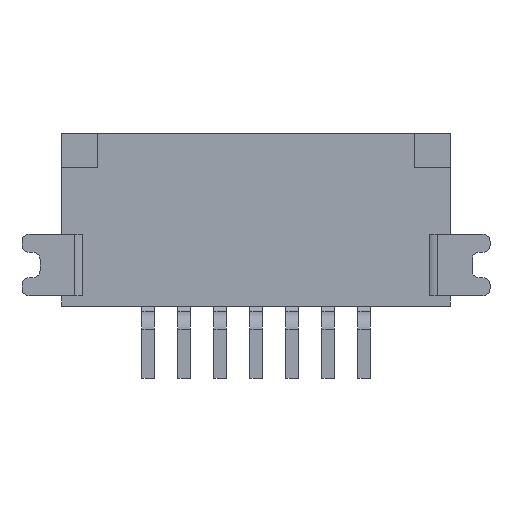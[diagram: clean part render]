
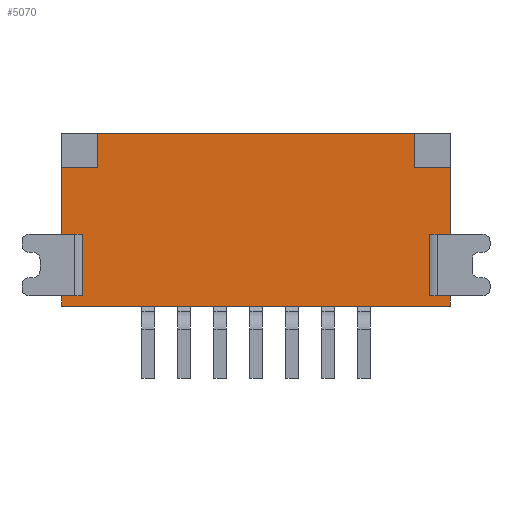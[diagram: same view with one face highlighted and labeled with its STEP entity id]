
A CAD part, top view. The second image highlights one B-rep face of the part: STEP entity #5070.
In plain terms, the highlighted planar face has unit normal (0, 0, 1).
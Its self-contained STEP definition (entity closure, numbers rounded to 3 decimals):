
#22 = DIRECTION ( 'NONE',  ( 1., 0., 0. ) ) ;
#96 = ORIENTED_EDGE ( 'NONE', *, *, #4373, .F. ) ;
#133 = PLANE ( 'NONE',  #7670 ) ;
#198 = EDGE_CURVE ( 'NONE', #8788, #6771, #13682, .T. ) ;
#233 = VERTEX_POINT ( 'NONE', #10422 ) ;
#1015 = VECTOR ( 'NONE', #7656, 1000. ) ;
#1161 = EDGE_CURVE ( 'NONE', #11709, #5951, #3043, .T. ) ;
#1275 = EDGE_CURVE ( 'NONE', #11709, #22637, #20958, .T. ) ;
#1474 = LINE ( 'NONE', #20650, #8793 ) ;
#1637 = EDGE_CURVE ( 'NONE', #2138, #22637, #13544, .T. ) ;
#1798 = CARTESIAN_POINT ( 'NONE',  ( -16.9, -0.95, -0.1 ) ) ;
#2003 = LINE ( 'NONE', #7533, #16941 ) ;
#2045 = EDGE_LOOP ( 'NONE', ( #5540, #19424, #7126, #19015, #8725, #16076, #20077, #8516, #16919, #4837, #96, #7805, #21563, #11856, #6753, #18516 ) ) ;
#2138 = VERTEX_POINT ( 'NONE', #16015 ) ;
#2196 = DIRECTION ( 'NONE',  ( 0., -1., 0. ) ) ;
#2336 = LINE ( 'NONE', #9393, #1015 ) ;
#2358 = VECTOR ( 'NONE', #19704, 1000. ) ;
#2582 = CARTESIAN_POINT ( 'NONE',  ( 18.9, -4.8, -0.1 ) ) ;
#2723 = EDGE_CURVE ( 'NONE', #11178, #8788, #22445, .T. ) ;
#2967 = LINE ( 'NONE', #12292, #12507 ) ;
#3043 = LINE ( 'NONE', #10101, #5750 ) ;
#3537 = VECTOR ( 'NONE', #12170, 1000. ) ;
#3612 = VERTEX_POINT ( 'NONE', #5248 ) ;
#3634 = EDGE_CURVE ( 'NONE', #233, #8193, #2967, .T. ) ;
#3846 = CARTESIAN_POINT ( 'NONE',  ( -6.1, -2.8, -0.1 ) ) ;
#3929 = EDGE_CURVE ( 'NONE', #4534, #3612, #2336, .T. ) ;
#4155 = DIRECTION ( 'NONE',  ( 0., -1., 0. ) ) ;
#4373 = EDGE_CURVE ( 'NONE', #14318, #3612, #18369, .T. ) ;
#4397 = CARTESIAN_POINT ( 'NONE',  ( -16.332, -2.8, -0.1 ) ) ;
#4534 = VERTEX_POINT ( 'NONE', #10280 ) ;
#4837 = ORIENTED_EDGE ( 'NONE', *, *, #3929, .T. ) ;
#5070 = ADVANCED_FACE ( 'NONE', ( #21383 ), #133, .T. ) ;
#5122 = CARTESIAN_POINT ( 'NONE',  ( -16.332, -4.5, -0.1 ) ) ;
#5232 = VERTEX_POINT ( 'NONE', #20080 ) ;
#5233 = LINE ( 'NONE', #22579, #16887 ) ;
#5248 = CARTESIAN_POINT ( 'NONE',  ( -6.1, -4.5, -0.1 ) ) ;
#5429 = VECTOR ( 'NONE', #20218, 1000. ) ;
#5431 = CARTESIAN_POINT ( 'NONE',  ( -16.332, -4.5, -0.1 ) ) ;
#5540 = ORIENTED_EDGE ( 'NONE', *, *, #3634, .F. ) ;
#5544 = DIRECTION ( 'NONE',  ( 0., 0., 1. ) ) ;
#5559 = CARTESIAN_POINT ( 'NONE',  ( -6.668, -2.8, -0.1 ) ) ;
#5750 = VECTOR ( 'NONE', #17943, 1000. ) ;
#5951 = VERTEX_POINT ( 'NONE', #4397 ) ;
#6264 = CARTESIAN_POINT ( 'NONE',  ( -7.11, -0.95, -0.1 ) ) ;
#6618 = DIRECTION ( 'NONE',  ( 0., 1., 0. ) ) ;
#6753 = ORIENTED_EDGE ( 'NONE', *, *, #19627, .F. ) ;
#6771 = VERTEX_POINT ( 'NONE', #19018 ) ;
#6859 = CARTESIAN_POINT ( 'NONE',  ( -15.89, -0.95, -0.1 ) ) ;
#7126 = ORIENTED_EDGE ( 'NONE', *, *, #2723, .T. ) ;
#7533 = CARTESIAN_POINT ( 'NONE',  ( -6.1, -0.95, -0.1 ) ) ;
#7656 = DIRECTION ( 'NONE',  ( 0., 1., 0. ) ) ;
#7670 = AXIS2_PLACEMENT_3D ( 'NONE', #21496, #5544, #22 ) ;
#7805 = ORIENTED_EDGE ( 'NONE', *, *, #20971, .F. ) ;
#8122 = DIRECTION ( 'NONE',  ( 0., -1., 0. ) ) ;
#8193 = VERTEX_POINT ( 'NONE', #22244 ) ;
#8433 = VECTOR ( 'NONE', #2196, 1000. ) ;
#8516 = ORIENTED_EDGE ( 'NONE', *, *, #1637, .F. ) ;
#8725 = ORIENTED_EDGE ( 'NONE', *, *, #12592, .F. ) ;
#8787 = VERTEX_POINT ( 'NONE', #3846 ) ;
#8788 = VERTEX_POINT ( 'NONE', #1798 ) ;
#8793 = VECTOR ( 'NONE', #22708, 1000. ) ;
#8868 = CARTESIAN_POINT ( 'NONE',  ( -6.668, -2.8, -0.1 ) ) ;
#9393 = CARTESIAN_POINT ( 'NONE',  ( -6.1, -4.8, -0.1 ) ) ;
#9497 = LINE ( 'NONE', #6264, #12865 ) ;
#9520 = DIRECTION ( 'NONE',  ( -1., 0., 0. ) ) ;
#10055 = EDGE_CURVE ( 'NONE', #4534, #2138, #12758, .T. ) ;
#10101 = CARTESIAN_POINT ( 'NONE',  ( -16.332, -4.5, -0.1 ) ) ;
#10280 = CARTESIAN_POINT ( 'NONE',  ( -6.1, -4.8, -0.1 ) ) ;
#10422 = CARTESIAN_POINT ( 'NONE',  ( -15.89, 0., -0.1 ) ) ;
#11178 = VERTEX_POINT ( 'NONE', #6859 ) ;
#11206 = CARTESIAN_POINT ( 'NONE',  ( -6.668, -4.5, -0.1 ) ) ;
#11709 = VERTEX_POINT ( 'NONE', #5431 ) ;
#11856 = ORIENTED_EDGE ( 'NONE', *, *, #19466, .F. ) ;
#12100 = DIRECTION ( 'NONE',  ( 1., 0., 0. ) ) ;
#12170 = DIRECTION ( 'NONE',  ( -1., 0., 0. ) ) ;
#12292 = CARTESIAN_POINT ( 'NONE',  ( -13.89, 0., -0.1 ) ) ;
#12507 = VECTOR ( 'NONE', #16968, 1000. ) ;
#12592 = EDGE_CURVE ( 'NONE', #5951, #6771, #16251, .T. ) ;
#12758 = LINE ( 'NONE', #2582, #15746 ) ;
#12865 = VECTOR ( 'NONE', #13077, 1000. ) ;
#12968 = CARTESIAN_POINT ( 'NONE',  ( -6.668, -2.8, -0.1 ) ) ;
#13077 = DIRECTION ( 'NONE',  ( 1., 0., 0. ) ) ;
#13544 = LINE ( 'NONE', #15394, #18684 ) ;
#13682 = LINE ( 'NONE', #20828, #21963 ) ;
#13990 = CARTESIAN_POINT ( 'NONE',  ( -6.1, -0.95, -0.1 ) ) ;
#14296 = CARTESIAN_POINT ( 'NONE',  ( -16.332, -2.8, -0.1 ) ) ;
#14318 = VERTEX_POINT ( 'NONE', #22673 ) ;
#14733 = VERTEX_POINT ( 'NONE', #13990 ) ;
#14971 = EDGE_CURVE ( 'NONE', #20745, #8787, #15690, .T. ) ;
#15394 = CARTESIAN_POINT ( 'NONE',  ( -16.9, -4.8, -0.1 ) ) ;
#15690 = LINE ( 'NONE', #8868, #19347 ) ;
#15746 = VECTOR ( 'NONE', #9520, 1000. ) ;
#16015 = CARTESIAN_POINT ( 'NONE',  ( -16.9, -4.8, -0.1 ) ) ;
#16076 = ORIENTED_EDGE ( 'NONE', *, *, #1161, .F. ) ;
#16251 = LINE ( 'NONE', #14296, #2358 ) ;
#16318 = DIRECTION ( 'NONE',  ( 0., -1., 0. ) ) ;
#16887 = VECTOR ( 'NONE', #4155, 1000. ) ;
#16919 = ORIENTED_EDGE ( 'NONE', *, *, #10055, .F. ) ;
#16941 = VECTOR ( 'NONE', #16318, 1000. ) ;
#16968 = DIRECTION ( 'NONE',  ( 1., 0., 0. ) ) ;
#17419 = VECTOR ( 'NONE', #22561, 1000. ) ;
#17830 = EDGE_CURVE ( 'NONE', #233, #11178, #5233, .T. ) ;
#17943 = DIRECTION ( 'NONE',  ( 0., 1., 0. ) ) ;
#18369 = LINE ( 'NONE', #11206, #5429 ) ;
#18516 = ORIENTED_EDGE ( 'NONE', *, *, #18926, .F. ) ;
#18684 = VECTOR ( 'NONE', #6618, 1000. ) ;
#18926 = EDGE_CURVE ( 'NONE', #8193, #5232, #1474, .T. ) ;
#19015 = ORIENTED_EDGE ( 'NONE', *, *, #198, .T. ) ;
#19018 = CARTESIAN_POINT ( 'NONE',  ( -16.9, -2.8, -0.1 ) ) ;
#19079 = CARTESIAN_POINT ( 'NONE',  ( -15.89, -0.95, -0.1 ) ) ;
#19347 = VECTOR ( 'NONE', #12100, 1000. ) ;
#19424 = ORIENTED_EDGE ( 'NONE', *, *, #17830, .T. ) ;
#19466 = EDGE_CURVE ( 'NONE', #14733, #8787, #2003, .T. ) ;
#19538 = CARTESIAN_POINT ( 'NONE',  ( -16.9, -4.5, -0.1 ) ) ;
#19627 = EDGE_CURVE ( 'NONE', #5232, #14733, #9497, .T. ) ;
#19704 = DIRECTION ( 'NONE',  ( -1., 0., 0. ) ) ;
#20077 = ORIENTED_EDGE ( 'NONE', *, *, #1275, .T. ) ;
#20080 = CARTESIAN_POINT ( 'NONE',  ( -7.11, -0.95, -0.1 ) ) ;
#20218 = DIRECTION ( 'NONE',  ( 1., 0., 0. ) ) ;
#20650 = CARTESIAN_POINT ( 'NONE',  ( -7.11, 0., -0.1 ) ) ;
#20745 = VERTEX_POINT ( 'NONE', #12968 ) ;
#20828 = CARTESIAN_POINT ( 'NONE',  ( -16.9, -0.95, -0.1 ) ) ;
#20958 = LINE ( 'NONE', #5122, #3537 ) ;
#20971 = EDGE_CURVE ( 'NONE', #20745, #14318, #21277, .T. ) ;
#21277 = LINE ( 'NONE', #5559, #8433 ) ;
#21383 = FACE_OUTER_BOUND ( 'NONE', #2045, .T. ) ;
#21496 = CARTESIAN_POINT ( 'NONE',  ( 2., -2.4, -0.1 ) ) ;
#21563 = ORIENTED_EDGE ( 'NONE', *, *, #14971, .T. ) ;
#21963 = VECTOR ( 'NONE', #8122, 1000. ) ;
#22244 = CARTESIAN_POINT ( 'NONE',  ( -7.11, 0., -0.1 ) ) ;
#22445 = LINE ( 'NONE', #19079, #17419 ) ;
#22561 = DIRECTION ( 'NONE',  ( -1., 0., 0. ) ) ;
#22579 = CARTESIAN_POINT ( 'NONE',  ( -15.89, 0., -0.1 ) ) ;
#22637 = VERTEX_POINT ( 'NONE', #19538 ) ;
#22673 = CARTESIAN_POINT ( 'NONE',  ( -6.668, -4.5, -0.1 ) ) ;
#22708 = DIRECTION ( 'NONE',  ( 0., -1., 0. ) ) ;
